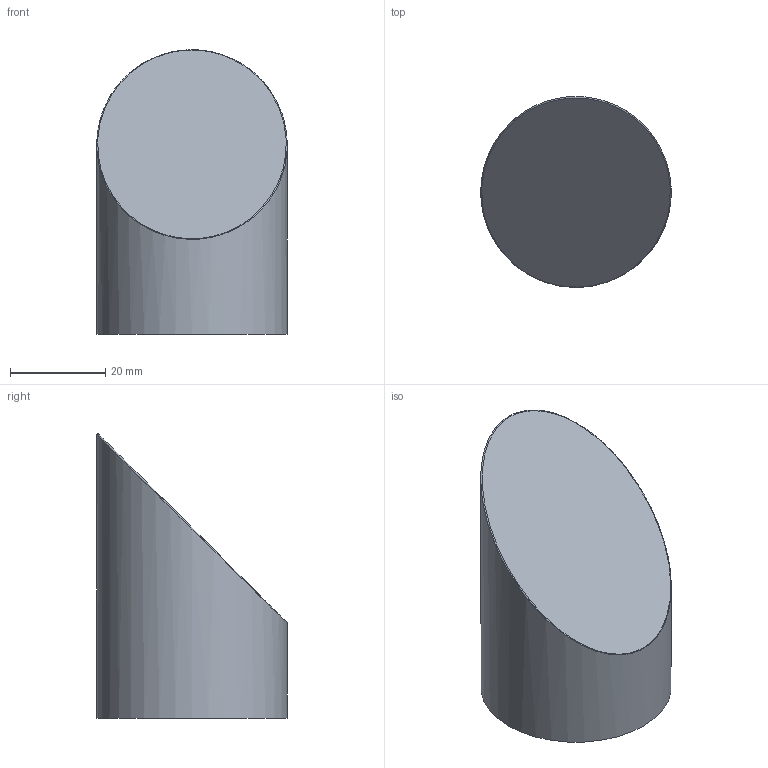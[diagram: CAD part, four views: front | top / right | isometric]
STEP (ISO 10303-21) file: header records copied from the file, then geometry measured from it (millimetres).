
FILE_DESCRIPTION(/* description */ (''),/* implementation_level */ '2;1');
FILE_NAME(/* name */ 'support miroir secondaire v2.step',/* time_stamp */ '2022-03-06T16:13:20+01:00',/* author */ (''),/* organization */ (''),/* preprocessor_version */ 'ST-DEVELOPER v18.1',/* originating_system */ 'Autodesk Translation Framework v10.13.0.1454',/* authorisation */ '');
FILE_SCHEMA (('AUTOMOTIVE_DESIGN { 1 0 10303 214 3 1 1 }'));
Length unit declared in the file: millimetre
Products named in the file (1): support miroir secondaire
Bounding box: 40 x 40 x 59.72 mm (x, y, z)
Volume: 50013.6 mm3; surface area: 8394.7 mm2
Topology: 1 solids, 1 shells, 47 faces, 134 edges, 90 vertices
Faces by surface type: cylinder 41, bspline 3, plane 3
Full cylindrical faces by diameter (mm): 4.234 x9, 5.12 x5, 40 x1
Entity records: 3992 total; most frequent: CARTESIAN_POINT 2896, ORIENTED_EDGE 268, DIRECTION 149, EDGE_CURVE 134, VERTEX_POINT 90, B_SPLINE_CURVE_WITH_KNOTS 85, AXIS2_PLACEMENT_3D 55, EDGE_LOOP 48
